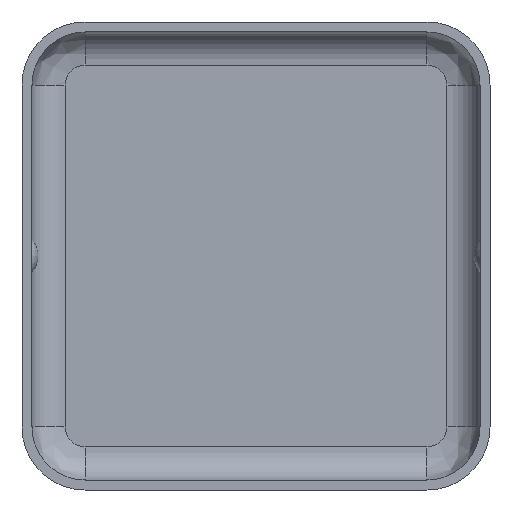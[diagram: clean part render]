
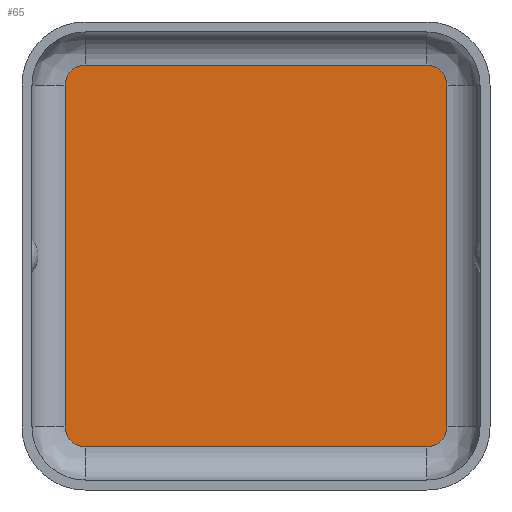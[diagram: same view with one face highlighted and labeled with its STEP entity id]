
A CAD part, front view. The second image highlights one B-rep face of the part: STEP entity #65.
In plain terms, the highlighted planar face has unit normal (0, -1, 0).
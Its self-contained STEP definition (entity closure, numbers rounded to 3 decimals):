
#65 = ADVANCED_FACE( 'NONE', ( #161 ), #162, .T. );
#161 = FACE_OUTER_BOUND( '', #290, .T. );
#162 = PLANE( '', #291 );
#290 = EDGE_LOOP( '', ( #594, #595, #596, #597, #598, #599, #600, #601 ) );
#291 = AXIS2_PLACEMENT_3D( '', #602, #603, #604 );
#594 = ORIENTED_EDGE( '', *, *, #891, .F. );
#595 = ORIENTED_EDGE( '', *, *, #892, .F. );
#596 = ORIENTED_EDGE( '', *, *, #893, .F. );
#597 = ORIENTED_EDGE( '', *, *, #894, .T. );
#598 = ORIENTED_EDGE( '', *, *, #895, .T. );
#599 = ORIENTED_EDGE( '', *, *, #896, .F. );
#600 = ORIENTED_EDGE( '', *, *, #897, .T. );
#601 = ORIENTED_EDGE( '', *, *, #898, .T. );
#602 = CARTESIAN_POINT( '', ( 5.15, 0., -5.15 ) );
#603 = DIRECTION( '', ( 0., -1., 0. ) );
#604 = DIRECTION( '', ( 0., 0., -1. ) );
#891 = EDGE_CURVE( 'NONE', #1018, #1019, #1020, .T. );
#892 = EDGE_CURVE( 'NONE', #1021, #1018, #1022, .T. );
#893 = EDGE_CURVE( 'NONE', #1023, #1021, #1024, .T. );
#894 = EDGE_CURVE( 'NONE', #1023, #1025, #1026, .T. );
#895 = EDGE_CURVE( 'NONE', #1025, #1027, #1028, .T. );
#896 = EDGE_CURVE( 'NONE', #1029, #1027, #1030, .T. );
#897 = EDGE_CURVE( 'NONE', #1029, #1031, #1032, .T. );
#898 = EDGE_CURVE( 'NONE', #1031, #1019, #1033, .T. );
#1018 = VERTEX_POINT( 'NONE', #1195 );
#1019 = VERTEX_POINT( 'NONE', #1196 );
#1020 = LINE( '', #1197, #1198 );
#1021 = VERTEX_POINT( 'NONE', #1199 );
#1022 = CIRCLE( '', #1200, 0.6 );
#1023 = VERTEX_POINT( 'NONE', #1201 );
#1024 = LINE( '', #1202, #1203 );
#1025 = VERTEX_POINT( 'NONE', #1204 );
#1026 = CIRCLE( '', #1205, 0.6 );
#1027 = VERTEX_POINT( 'NONE', #1206 );
#1028 = LINE( '', #1207, #1208 );
#1029 = VERTEX_POINT( 'NONE', #1209 );
#1030 = CIRCLE( '', #1210, 0.6 );
#1031 = VERTEX_POINT( 'NONE', #1211 );
#1032 = LINE( '', #1212, #1213 );
#1033 = CIRCLE( '', #1214, 0.6 );
#1195 = CARTESIAN_POINT( '', ( 5.15, 0., -5.75 ) );
#1196 = CARTESIAN_POINT( '', ( -5.15, 0., -5.75 ) );
#1197 = CARTESIAN_POINT( '', ( 5.15, 0., -5.75 ) );
#1198 = VECTOR( '', #1406, 1000. );
#1199 = CARTESIAN_POINT( '', ( 5.75, 0., -5.15 ) );
#1200 = AXIS2_PLACEMENT_3D( '', #1407, #1408, #1409 );
#1201 = CARTESIAN_POINT( '', ( 5.75, 0., 5.15 ) );
#1202 = CARTESIAN_POINT( '', ( 5.75, 0., 0. ) );
#1203 = VECTOR( '', #1410, 1000. );
#1204 = CARTESIAN_POINT( '', ( 5.15, 0., 5.75 ) );
#1205 = AXIS2_PLACEMENT_3D( '', #1411, #1412, #1413 );
#1206 = CARTESIAN_POINT( '', ( -5.15, 0., 5.75 ) );
#1207 = CARTESIAN_POINT( '', ( 5.15, 0., 5.75 ) );
#1208 = VECTOR( '', #1414, 1000. );
#1209 = CARTESIAN_POINT( '', ( -5.75, 0., 5.15 ) );
#1210 = AXIS2_PLACEMENT_3D( '', #1415, #1416, #1417 );
#1211 = CARTESIAN_POINT( '', ( -5.75, 0., -5.15 ) );
#1212 = CARTESIAN_POINT( '', ( -5.75, 0., 0. ) );
#1213 = VECTOR( '', #1418, 1000. );
#1214 = AXIS2_PLACEMENT_3D( '', #1419, #1420, #1421 );
#1406 = DIRECTION( '', ( -1., 0., 0. ) );
#1407 = CARTESIAN_POINT( '', ( 5.15, 0., -5.15 ) );
#1408 = DIRECTION( '', ( 0., 1., 0. ) );
#1409 = DIRECTION( '', ( 0., 0., 1. ) );
#1410 = DIRECTION( '', ( 0., 0., -1. ) );
#1411 = CARTESIAN_POINT( '', ( 5.15, 0., 5.15 ) );
#1412 = DIRECTION( '', ( 0., -1., 0. ) );
#1413 = DIRECTION( '', ( 0., 0., -1. ) );
#1414 = DIRECTION( '', ( -1., 0., 0. ) );
#1415 = CARTESIAN_POINT( '', ( -5.15, 0., 5.15 ) );
#1416 = DIRECTION( '', ( 0., 1., 0. ) );
#1417 = DIRECTION( '', ( 0., 0., -1. ) );
#1418 = DIRECTION( '', ( 0., 0., -1. ) );
#1419 = CARTESIAN_POINT( '', ( -5.15, 0., -5.15 ) );
#1420 = DIRECTION( '', ( 0., -1., 0. ) );
#1421 = DIRECTION( '', ( 0., 0., 1. ) );
